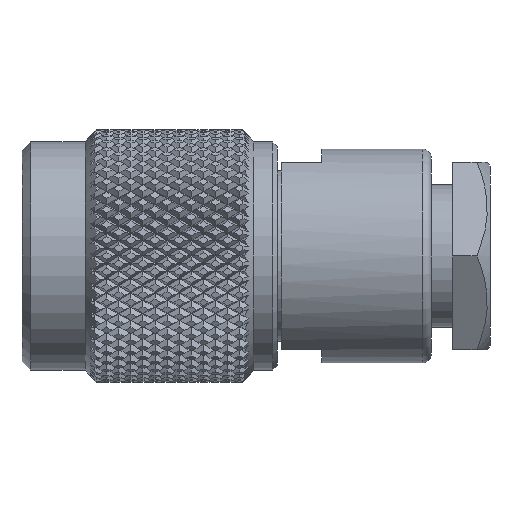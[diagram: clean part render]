
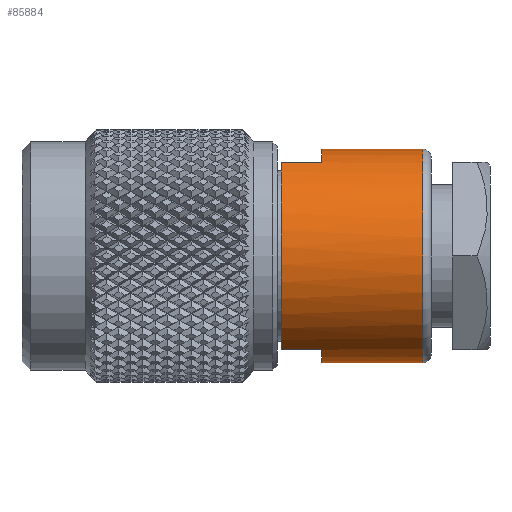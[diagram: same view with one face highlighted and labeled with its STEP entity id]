
A CAD part, front view. The second image highlights one B-rep face of the part: STEP entity #85884.
In plain terms, the highlighted cylindrical face has radius 6.35 mm (diameter 12.7 mm), a partial arc.
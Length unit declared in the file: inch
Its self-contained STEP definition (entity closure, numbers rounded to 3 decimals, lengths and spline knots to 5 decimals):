
#2783 = DIRECTION ( 'NONE',  ( 0., 0., -1. ) ) ;
#3701 = LINE ( 'NONE', #54925, #128827 ) ;
#4091 = VERTEX_POINT ( 'NONE', #135019 ) ;
#4888 = CIRCLE ( 'NONE', #109437, 0.25 ) ;
#9653 = ORIENTED_EDGE ( 'NONE', *, *, #128836, .F. ) ;
#10513 = VECTOR ( 'NONE', #94844, 39.37008 ) ;
#12638 = ORIENTED_EDGE ( 'NONE', *, *, #147073, .F. ) ;
#15320 = VERTEX_POINT ( 'NONE', #154516 ) ;
#16954 = DIRECTION ( 'NONE',  ( -1., 0., 0. ) ) ;
#17893 = CARTESIAN_POINT ( 'NONE',  ( 0.6065, -0.12058, -0.219 ) ) ;
#19144 = CIRCLE ( 'NONE', #137109, 0.25 ) ;
#19835 = EDGE_CURVE ( 'NONE', #113765, #134547, #4888, .T. ) ;
#20511 = AXIS2_PLACEMENT_3D ( 'NONE', #57533, #22245, #73468 ) ;
#21326 = DIRECTION ( 'NONE',  ( 1., 0., 0. ) ) ;
#21680 = CARTESIAN_POINT ( 'NONE',  ( 0.7005, -0.12058, -0.219 ) ) ;
#22245 = DIRECTION ( 'NONE',  ( -1., 0., 0. ) ) ;
#23111 = EDGE_CURVE ( 'NONE', #15320, #4091, #139987, .T. ) ;
#25092 = CYLINDRICAL_SURFACE ( 'NONE', #148847, 0.25 ) ;
#31602 = EDGE_CURVE ( 'NONE', #126336, #78226, #131766, .T. ) ;
#32138 = CARTESIAN_POINT ( 'NONE',  ( 0.9365, 0., 0. ) ) ;
#37308 = VECTOR ( 'NONE', #147613, 39.37008 ) ;
#39341 = FACE_OUTER_BOUND ( 'NONE', #68523, .T. ) ;
#40155 = DIRECTION ( 'NONE',  ( -1., 0., 0. ) ) ;
#42445 = ORIENTED_EDGE ( 'NONE', *, *, #141360, .T. ) ;
#43061 = DIRECTION ( 'NONE',  ( -1., 0., 0. ) ) ;
#45490 = CARTESIAN_POINT ( 'NONE',  ( 0.7005, 0., 0. ) ) ;
#46054 = LINE ( 'NONE', #21680, #37308 ) ;
#51854 = EDGE_CURVE ( 'NONE', #126336, #15320, #19144, .T. ) ;
#52715 = CIRCLE ( 'NONE', #20511, 0.25 ) ;
#52751 = CARTESIAN_POINT ( 'NONE',  ( 0.9565, 0., 0. ) ) ;
#54925 = CARTESIAN_POINT ( 'NONE',  ( 0.7005, -0.12058, 0.219 ) ) ;
#57533 = CARTESIAN_POINT ( 'NONE',  ( 0.7005, 0., 0. ) ) ;
#61929 = CARTESIAN_POINT ( 'NONE',  ( 0.9565, 0., 0.25 ) ) ;
#68523 = EDGE_LOOP ( 'NONE', ( #69390, #91523, #96583, #119507, #42445, #135840, #9653, #12638 ) ) ;
#69390 = ORIENTED_EDGE ( 'NONE', *, *, #31602, .F. ) ;
#70442 = CARTESIAN_POINT ( 'NONE',  ( 0.7005, -0.12058, 0.219 ) ) ;
#73468 = DIRECTION ( 'NONE',  ( 0., 0., 1. ) ) ;
#78226 = VERTEX_POINT ( 'NONE', #123010 ) ;
#84140 = DIRECTION ( 'NONE',  ( 0., 0., 1. ) ) ;
#85884 = ADVANCED_FACE ( 'NONE', ( #39341 ), #25092, .T. ) ;
#91523 = ORIENTED_EDGE ( 'NONE', *, *, #51854, .T. ) ;
#94844 = DIRECTION ( 'NONE',  ( -1., 0., 0. ) ) ;
#96583 = ORIENTED_EDGE ( 'NONE', *, *, #23111, .T. ) ;
#105688 = EDGE_CURVE ( 'NONE', #117903, #4091, #52715, .T. ) ;
#106162 = DIRECTION ( 'NONE',  ( -1., 0., 0. ) ) ;
#109437 = AXIS2_PLACEMENT_3D ( 'NONE', #146426, #21326, #133037 ) ;
#113765 = VERTEX_POINT ( 'NONE', #139056 ) ;
#117903 = VERTEX_POINT ( 'NONE', #70442 ) ;
#119507 = ORIENTED_EDGE ( 'NONE', *, *, #105688, .F. ) ;
#123010 = CARTESIAN_POINT ( 'NONE',  ( 0.7005, 0., -0.25 ) ) ;
#123200 = CARTESIAN_POINT ( 'NONE',  ( 0.9365, 0., -0.25 ) ) ;
#126336 = VERTEX_POINT ( 'NONE', #123200 ) ;
#126582 = DIRECTION ( 'NONE',  ( -1., 0., 0. ) ) ;
#128827 = VECTOR ( 'NONE', #106162, 39.37008 ) ;
#128836 = EDGE_CURVE ( 'NONE', #162615, #134547, #46054, .T. ) ;
#131556 = AXIS2_PLACEMENT_3D ( 'NONE', #45490, #16954, #84140 ) ;
#131766 = LINE ( 'NONE', #146018, #10513 ) ;
#133037 = DIRECTION ( 'NONE',  ( 0., 0., -1. ) ) ;
#134547 = VERTEX_POINT ( 'NONE', #17893 ) ;
#135019 = CARTESIAN_POINT ( 'NONE',  ( 0.7005, 0., 0.25 ) ) ;
#135840 = ORIENTED_EDGE ( 'NONE', *, *, #19835, .T. ) ;
#137109 = AXIS2_PLACEMENT_3D ( 'NONE', #32138, #43061, #2783 ) ;
#139011 = VECTOR ( 'NONE', #126582, 39.37008 ) ;
#139056 = CARTESIAN_POINT ( 'NONE',  ( 0.6065, -0.12058, 0.219 ) ) ;
#139987 = LINE ( 'NONE', #61929, #139011 ) ;
#140566 = CARTESIAN_POINT ( 'NONE',  ( 0.7005, -0.12058, -0.219 ) ) ;
#141360 = EDGE_CURVE ( 'NONE', #117903, #113765, #3701, .T. ) ;
#146018 = CARTESIAN_POINT ( 'NONE',  ( 0.9565, 0., -0.25 ) ) ;
#146426 = CARTESIAN_POINT ( 'NONE',  ( 0.6065, 0., 0. ) ) ;
#147073 = EDGE_CURVE ( 'NONE', #78226, #162615, #158403, .T. ) ;
#147613 = DIRECTION ( 'NONE',  ( -1., 0., 0. ) ) ;
#148847 = AXIS2_PLACEMENT_3D ( 'NONE', #52751, #40155, #154330 ) ;
#154330 = DIRECTION ( 'NONE',  ( 0., 0., 1. ) ) ;
#154516 = CARTESIAN_POINT ( 'NONE',  ( 0.9365, 0., 0.25 ) ) ;
#158403 = CIRCLE ( 'NONE', #131556, 0.25 ) ;
#162615 = VERTEX_POINT ( 'NONE', #140566 ) ;
